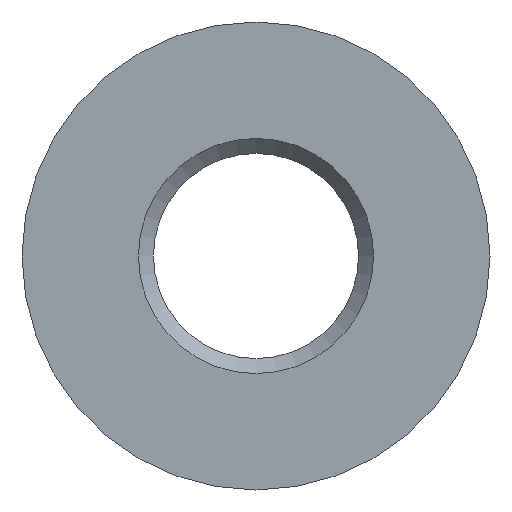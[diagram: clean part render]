
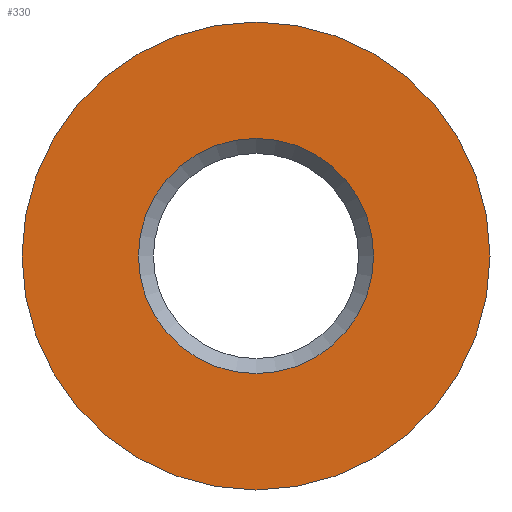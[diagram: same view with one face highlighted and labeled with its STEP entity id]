
A CAD part, front view. The second image highlights one B-rep face of the part: STEP entity #330.
In plain terms, the highlighted planar face has unit normal (0, -1, 0).
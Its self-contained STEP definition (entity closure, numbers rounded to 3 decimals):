
#46=FACE_BOUND('',#77,.T.);
#56=FACE_OUTER_BOUND('',#76,.T.);
#76=EDGE_LOOP('',(#279));
#77=EDGE_LOOP('',(#280));
#129=CIRCLE('',#371,3.9);
#130=CIRCLE('',#373,1.96);
#161=VERTEX_POINT('',#584);
#162=VERTEX_POINT('',#588);
#206=EDGE_CURVE('',#161,#161,#129,.T.);
#208=EDGE_CURVE('',#162,#162,#130,.T.);
#279=ORIENTED_EDGE('',*,*,#206,.T.);
#280=ORIENTED_EDGE('',*,*,#208,.T.);
#320=PLANE('',#372);
#330=ADVANCED_FACE('',(#56,#46),#320,.F.);
#371=AXIS2_PLACEMENT_3D('',#585,#435,#436);
#372=AXIS2_PLACEMENT_3D('',#587,#438,#439);
#373=AXIS2_PLACEMENT_3D('',#589,#440,#441);
#435=DIRECTION('center_axis',(0.,-1.,0.));
#436=DIRECTION('ref_axis',(0.,0.,-1.));
#438=DIRECTION('center_axis',(0.,1.,0.));
#439=DIRECTION('ref_axis',(0.,0.,1.));
#440=DIRECTION('center_axis',(0.,1.,0.));
#441=DIRECTION('ref_axis',(0.,0.,1.));
#584=CARTESIAN_POINT('',(0.,0.,3.9));
#585=CARTESIAN_POINT('Origin',(0.,0.,0.));
#587=CARTESIAN_POINT('Origin',(0.,0.,0.));
#588=CARTESIAN_POINT('',(0.,0.,1.96));
#589=CARTESIAN_POINT('Origin',(0.,0.,0.));
